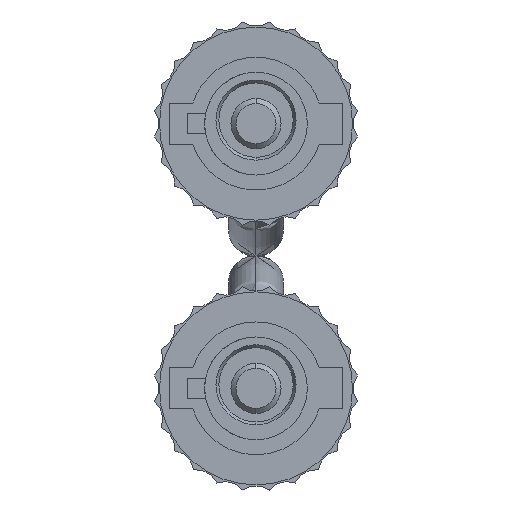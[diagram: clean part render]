
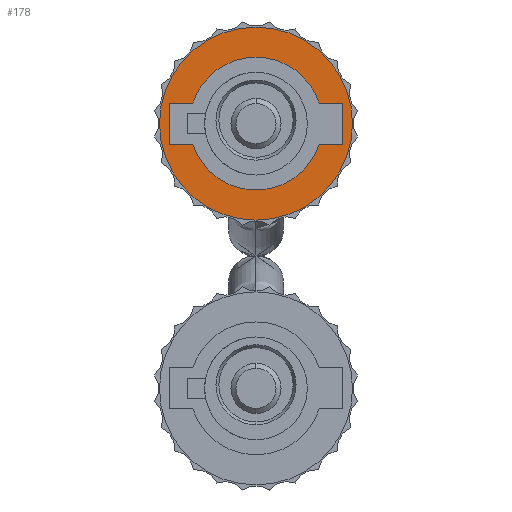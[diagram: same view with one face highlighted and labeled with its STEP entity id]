
A CAD part, left-side view. The second image highlights one B-rep face of the part: STEP entity #178.
In plain terms, the highlighted face is planar.
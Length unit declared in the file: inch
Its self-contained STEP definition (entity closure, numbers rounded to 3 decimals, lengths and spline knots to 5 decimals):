
#111 = ORIENTED_EDGE ( 'NONE', *, *, #112, .F. ) ;
#112 = EDGE_CURVE ( 'NONE', #113, #150, #325, .T. ) ;
#113 = VERTEX_POINT ( 'NONE', #321 ) ;
#150 = VERTEX_POINT ( 'NONE', #399 ) ;
#151 = ORIENTED_EDGE ( 'NONE', *, *, #167, .F. ) ;
#153 = EDGE_CURVE ( 'NONE', #8404, #8403, #397, .T. ) ;
#155 = EDGE_LOOP ( 'NONE', ( #111, #151, #168, #169, #5704, #5765, #5766, #5703, #5700 ) ) ;
#167 = EDGE_CURVE ( 'NONE', #8353, #113, #439, .T. ) ;
#168 = ORIENTED_EDGE ( 'NONE', *, *, #8376, .F. ) ;
#169 = ORIENTED_EDGE ( 'NONE', *, *, #173, .F. ) ;
#173 = EDGE_CURVE ( 'NONE', #174, #8374, #435, .T. ) ;
#174 = VERTEX_POINT ( 'NONE', #430 ) ;
#178 = ADVANCED_FACE ( 'NONE', ( #423, #422 ), #421, .T. ) ;
#321 = CARTESIAN_POINT ( 'NONE',  ( 0.1725, 0.45, 0.041 ) ) ;
#322 = DIRECTION ( 'NONE',  ( 0., 0., -1. ) ) ;
#323 = VECTOR ( 'NONE', #322, 39.37008 ) ;
#324 = CARTESIAN_POINT ( 'NONE',  ( 0.1725, 0.45, -0.041 ) ) ;
#325 = LINE ( 'NONE', #324, #323 ) ;
#393 = DIRECTION ( 'NONE',  ( 0., 0., 1. ) ) ;
#394 = DIRECTION ( 'NONE',  ( 0., 1., 0. ) ) ;
#395 = CARTESIAN_POINT ( 'NONE',  ( 0., 0.45, 0. ) ) ;
#396 = AXIS2_PLACEMENT_3D ( 'NONE', #395, #394, #393 ) ;
#397 = CIRCLE ( 'NONE', #396, 0.1925 ) ;
#399 = CARTESIAN_POINT ( 'NONE',  ( 0.1725, 0.45, -0.041 ) ) ;
#417 = DIRECTION ( 'NONE',  ( 0., 0., 1. ) ) ;
#418 = DIRECTION ( 'NONE',  ( 0., 1., 0. ) ) ;
#419 = CARTESIAN_POINT ( 'NONE',  ( 0., 0.45, 0. ) ) ;
#420 = AXIS2_PLACEMENT_3D ( 'NONE', #419, #418, #417 ) ;
#421 = PLANE ( 'NONE',  #420 ) ;
#422 = FACE_OUTER_BOUND ( 'NONE', #5761, .T. ) ;
#423 = FACE_BOUND ( 'NONE', #155, .T. ) ;
#430 = CARTESIAN_POINT ( 'NONE',  ( -0.126, 0.45, 0.041 ) ) ;
#431 = DIRECTION ( 'NONE',  ( 0., 0., 1. ) ) ;
#432 = DIRECTION ( 'NONE',  ( 0., 1., 0. ) ) ;
#433 = CARTESIAN_POINT ( 'NONE',  ( 0., 0.45, 0. ) ) ;
#434 = AXIS2_PLACEMENT_3D ( 'NONE', #433, #432, #431 ) ;
#435 = CIRCLE ( 'NONE', #434, 0.1325 ) ;
#436 = DIRECTION ( 'NONE',  ( 1., 0., 0. ) ) ;
#437 = VECTOR ( 'NONE', #436, 39.37008 ) ;
#438 = CARTESIAN_POINT ( 'NONE',  ( 0.1725, 0.45, 0.041 ) ) ;
#439 = LINE ( 'NONE', #438, #437 ) ;
#571 = DIRECTION ( 'NONE',  ( -1., 0., 0. ) ) ;
#572 = VECTOR ( 'NONE', #571, 39.37008 ) ;
#573 = CARTESIAN_POINT ( 'NONE',  ( 0.1725, 0.45, -0.041 ) ) ;
#574 = LINE ( 'NONE', #573, #572 ) ;
#4036 = CARTESIAN_POINT ( 'NONE',  ( 0., 0.45, 0. ) ) ;
#4037 = AXIS2_PLACEMENT_3D ( 'NONE', #4036, #7010, #4099 ) ;
#4038 = CIRCLE ( 'NONE', #4037, 0.1325 ) ;
#4066 = CARTESIAN_POINT ( 'NONE',  ( 0.126, 0.45, 0.041 ) ) ;
#4099 = DIRECTION ( 'NONE',  ( 0., 0., 1. ) ) ;
#4123 = CARTESIAN_POINT ( 'NONE',  ( 0., 0.45, -0.1925 ) ) ;
#4124 = CARTESIAN_POINT ( 'NONE',  ( 0., 0.45, 0.1925 ) ) ;
#4125 = DIRECTION ( 'NONE',  ( 0., 0., 1. ) ) ;
#4126 = DIRECTION ( 'NONE',  ( 0., 1., 0. ) ) ;
#4127 = CARTESIAN_POINT ( 'NONE',  ( 0., 0.45, 0. ) ) ;
#4128 = AXIS2_PLACEMENT_3D ( 'NONE', #4127, #4126, #4125 ) ;
#4129 = CIRCLE ( 'NONE', #4128, 0.1925 ) ;
#5695 = EDGE_CURVE ( 'NONE', #5705, #5696, #9986, .T. ) ;
#5696 = VERTEX_POINT ( 'NONE', #10083 ) ;
#5697 = VERTEX_POINT ( 'NONE', #10082 ) ;
#5698 = EDGE_CURVE ( 'NONE', #5697, #5705, #10080, .T. ) ;
#5699 = EDGE_CURVE ( 'NONE', #5702, #5697, #10073, .T. ) ;
#5700 = ORIENTED_EDGE ( 'NONE', *, *, #5764, .F. ) ;
#5701 = EDGE_CURVE ( 'NONE', #5696, #174, #10062, .T. ) ;
#5702 = VERTEX_POINT ( 'NONE', #10055 ) ;
#5703 = ORIENTED_EDGE ( 'NONE', *, *, #5699, .F. ) ;
#5704 = ORIENTED_EDGE ( 'NONE', *, *, #5701, .F. ) ;
#5705 = VERTEX_POINT ( 'NONE', #10053 ) ;
#5761 = EDGE_LOOP ( 'NONE', ( #5774, #5772 ) ) ;
#5764 = EDGE_CURVE ( 'NONE', #150, #5702, #574, .T. ) ;
#5765 = ORIENTED_EDGE ( 'NONE', *, *, #5695, .F. ) ;
#5766 = ORIENTED_EDGE ( 'NONE', *, *, #5698, .F. ) ;
#5772 = ORIENTED_EDGE ( 'NONE', *, *, #8402, .T. ) ;
#5774 = ORIENTED_EDGE ( 'NONE', *, *, #153, .T. ) ;
#7010 = DIRECTION ( 'NONE',  ( 0., 1., 0. ) ) ;
#7011 = CARTESIAN_POINT ( 'NONE',  ( 0., 0.45, 0.1325 ) ) ;
#8353 = VERTEX_POINT ( 'NONE', #4066 ) ;
#8374 = VERTEX_POINT ( 'NONE', #7011 ) ;
#8376 = EDGE_CURVE ( 'NONE', #8374, #8353, #4038, .T. ) ;
#8402 = EDGE_CURVE ( 'NONE', #8403, #8404, #4129, .T. ) ;
#8403 = VERTEX_POINT ( 'NONE', #4124 ) ;
#8404 = VERTEX_POINT ( 'NONE', #4123 ) ;
#9974 = DIRECTION ( 'NONE',  ( 0., 0., 1. ) ) ;
#9976 = VECTOR ( 'NONE', #9974, 39.37008 ) ;
#9977 = CARTESIAN_POINT ( 'NONE',  ( -0.1725, 0.45, -0.041 ) ) ;
#9986 = LINE ( 'NONE', #9977, #9976 ) ;
#10053 = CARTESIAN_POINT ( 'NONE',  ( -0.1725, 0.45, -0.041 ) ) ;
#10055 = CARTESIAN_POINT ( 'NONE',  ( 0.126, 0.45, -0.041 ) ) ;
#10057 = DIRECTION ( 'NONE',  ( 1., 0., 0. ) ) ;
#10059 = VECTOR ( 'NONE', #10057, 39.37008 ) ;
#10061 = CARTESIAN_POINT ( 'NONE',  ( -0.126, 0.45, 0.041 ) ) ;
#10062 = LINE ( 'NONE', #10061, #10059 ) ;
#10066 = DIRECTION ( 'NONE',  ( 0., 0., 1. ) ) ;
#10068 = DIRECTION ( 'NONE',  ( 0., 1., 0. ) ) ;
#10069 = CARTESIAN_POINT ( 'NONE',  ( 0., 0.45, 0. ) ) ;
#10071 = AXIS2_PLACEMENT_3D ( 'NONE', #10069, #10068, #10066 ) ;
#10073 = CIRCLE ( 'NONE', #10071, 0.1325 ) ;
#10077 = DIRECTION ( 'NONE',  ( -1., 0., 0. ) ) ;
#10078 = VECTOR ( 'NONE', #10077, 39.37008 ) ;
#10079 = CARTESIAN_POINT ( 'NONE',  ( -0.126, 0.45, -0.041 ) ) ;
#10080 = LINE ( 'NONE', #10079, #10078 ) ;
#10082 = CARTESIAN_POINT ( 'NONE',  ( -0.126, 0.45, -0.041 ) ) ;
#10083 = CARTESIAN_POINT ( 'NONE',  ( -0.1725, 0.45, 0.041 ) ) ;
